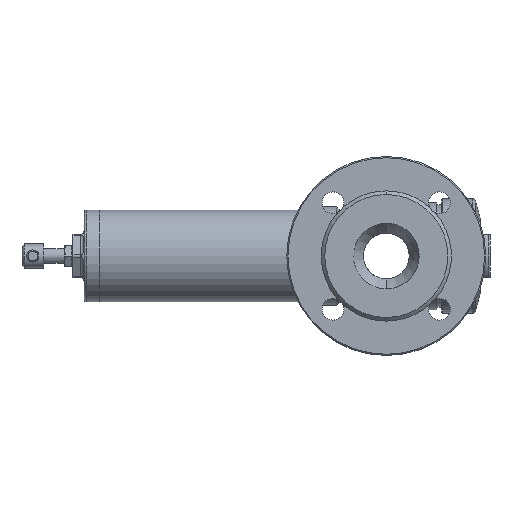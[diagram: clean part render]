
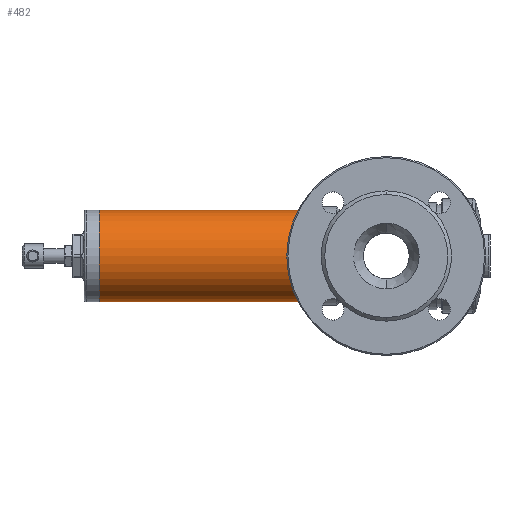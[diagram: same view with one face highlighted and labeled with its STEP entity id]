
A CAD part, left-side view. The second image highlights one B-rep face of the part: STEP entity #482.
In plain terms, the highlighted cylindrical face has radius 38 mm (diameter 76 mm), a partial arc.
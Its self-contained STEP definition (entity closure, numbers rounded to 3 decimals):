
#301 = CIRCLE ( 'NONE', #6763, 38. ) ;
#482 = ADVANCED_FACE ( 'NONE', ( #9520 ), #17678, .T. ) ;
#674 = EDGE_CURVE ( 'NONE', #14451, #13487, #301, .T. ) ;
#1860 = DIRECTION ( 'NONE',  ( 0., -1., 0. ) ) ;
#3371 = CARTESIAN_POINT ( 'NONE',  ( 0., 238., 38. ) ) ;
#3373 = ORIENTED_EDGE ( 'NONE', *, *, #17430, .F. ) ;
#3486 = CARTESIAN_POINT ( 'NONE',  ( 0., 64.6, -38. ) ) ;
#4182 = LINE ( 'NONE', #4895, #13388 ) ;
#4245 = DIRECTION ( 'NONE',  ( 0., 0., -1. ) ) ;
#4509 = AXIS2_PLACEMENT_3D ( 'NONE', #10192, #1860, #14195 ) ;
#4859 = CARTESIAN_POINT ( 'NONE',  ( 0., 239.5, -38. ) ) ;
#4895 = CARTESIAN_POINT ( 'NONE',  ( 0., 239.5, 38. ) ) ;
#5560 = DIRECTION ( 'NONE',  ( 0., 1., 0. ) ) ;
#5598 = AXIS2_PLACEMENT_3D ( 'NONE', #12042, #9473, #14962 ) ;
#6042 = DIRECTION ( 'NONE',  ( 0., -1., 0. ) ) ;
#6124 = LINE ( 'NONE', #4859, #16657 ) ;
#6202 = VERTEX_POINT ( 'NONE', #3371 ) ;
#6763 = AXIS2_PLACEMENT_3D ( 'NONE', #8393, #5560, #4245 ) ;
#7469 = DIRECTION ( 'NONE',  ( 0., -1., 0. ) ) ;
#8035 = CARTESIAN_POINT ( 'NONE',  ( 0., 64.6, 38. ) ) ;
#8393 = CARTESIAN_POINT ( 'NONE',  ( 0., 64.6, 0. ) ) ;
#8806 = ORIENTED_EDGE ( 'NONE', *, *, #14612, .T. ) ;
#9473 = DIRECTION ( 'NONE',  ( 0., -1., 0. ) ) ;
#9520 = FACE_OUTER_BOUND ( 'NONE', #15150, .T. ) ;
#10192 = CARTESIAN_POINT ( 'NONE',  ( 0., 238., 0. ) ) ;
#11351 = ORIENTED_EDGE ( 'NONE', *, *, #674, .T. ) ;
#11890 = ORIENTED_EDGE ( 'NONE', *, *, #17043, .T. ) ;
#12042 = CARTESIAN_POINT ( 'NONE',  ( 0., 239.5, 0. ) ) ;
#12072 = CIRCLE ( 'NONE', #4509, 38. ) ;
#13388 = VECTOR ( 'NONE', #6042, 1000. ) ;
#13487 = VERTEX_POINT ( 'NONE', #8035 ) ;
#14195 = DIRECTION ( 'NONE',  ( 0., 0., -1. ) ) ;
#14451 = VERTEX_POINT ( 'NONE', #3486 ) ;
#14612 = EDGE_CURVE ( 'NONE', #6202, #15970, #12072, .T. ) ;
#14962 = DIRECTION ( 'NONE',  ( 0., 0., 1. ) ) ;
#15150 = EDGE_LOOP ( 'NONE', ( #8806, #11890, #11351, #3373 ) ) ;
#15896 = CARTESIAN_POINT ( 'NONE',  ( 0., 238., -38. ) ) ;
#15970 = VERTEX_POINT ( 'NONE', #15896 ) ;
#16657 = VECTOR ( 'NONE', #7469, 1000. ) ;
#17043 = EDGE_CURVE ( 'NONE', #15970, #14451, #6124, .T. ) ;
#17430 = EDGE_CURVE ( 'NONE', #6202, #13487, #4182, .T. ) ;
#17678 = CYLINDRICAL_SURFACE ( 'NONE', #5598, 38. ) ;
